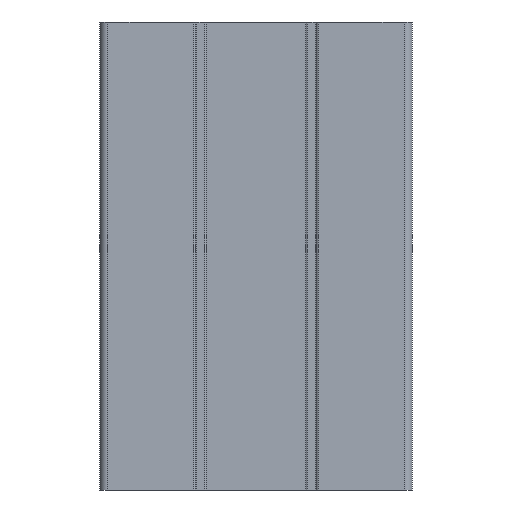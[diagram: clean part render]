
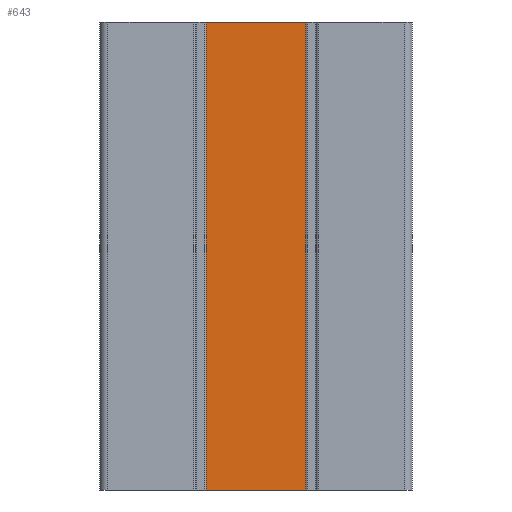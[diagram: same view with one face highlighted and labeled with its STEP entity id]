
A CAD part, left-side view. The second image highlights one B-rep face of the part: STEP entity #643.
In plain terms, the highlighted planar face has unit normal (-1, 0, 0).
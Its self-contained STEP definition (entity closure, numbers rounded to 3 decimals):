
#121 = CARTESIAN_POINT ( 'NONE',  ( -4.5, 0., 30. ) ) ;
#455 = ORIENTED_EDGE ( 'NONE', *, *, #1046, .F. ) ;
#503 = AXIS2_PLACEMENT_3D ( 'NONE', #2406, #1263, #3579 ) ;
#602 = VERTEX_POINT ( 'NONE', #3275 ) ;
#618 = VERTEX_POINT ( 'NONE', #1799 ) ;
#643 = ADVANCED_FACE ( 'NONE', ( #1491 ), #1210, .F. ) ;
#682 = LINE ( 'NONE', #3607, #897 ) ;
#694 = ORIENTED_EDGE ( 'NONE', *, *, #3279, .F. ) ;
#897 = VECTOR ( 'NONE', #2165, 1000. ) ;
#961 = LINE ( 'NONE', #1187, #2516 ) ;
#985 = LINE ( 'NONE', #1042, #1016 ) ;
#989 = EDGE_LOOP ( 'NONE', ( #2991, #455, #694, #2815 ) ) ;
#1016 = VECTOR ( 'NONE', #3316, 1000. ) ;
#1042 = CARTESIAN_POINT ( 'NONE',  ( -4.5, 3.303, 30. ) ) ;
#1046 = EDGE_CURVE ( 'NONE', #618, #3326, #961, .T. ) ;
#1089 = CARTESIAN_POINT ( 'NONE',  ( -4.5, 3.303, 30. ) ) ;
#1187 = CARTESIAN_POINT ( 'NONE',  ( -4.5, -3.303, 30. ) ) ;
#1210 = PLANE ( 'NONE',  #503 ) ;
#1263 = DIRECTION ( 'NONE',  ( 1., 0., 0. ) ) ;
#1491 = FACE_OUTER_BOUND ( 'NONE', #989, .T. ) ;
#1799 = CARTESIAN_POINT ( 'NONE',  ( -4.5, -3.303, 30. ) ) ;
#1990 = VECTOR ( 'NONE', #3603, 1000. ) ;
#2165 = DIRECTION ( 'NONE',  ( 0., -1., 0. ) ) ;
#2406 = CARTESIAN_POINT ( 'NONE',  ( -4.5, 0., 30. ) ) ;
#2516 = VECTOR ( 'NONE', #3269, 1000. ) ;
#2551 = VERTEX_POINT ( 'NONE', #1089 ) ;
#2741 = LINE ( 'NONE', #121, #1990 ) ;
#2811 = EDGE_CURVE ( 'NONE', #602, #3326, #682, .T. ) ;
#2815 = ORIENTED_EDGE ( 'NONE', *, *, #3236, .T. ) ;
#2819 = CARTESIAN_POINT ( 'NONE',  ( -4.5, -3.303, 0. ) ) ;
#2991 = ORIENTED_EDGE ( 'NONE', *, *, #2811, .T. ) ;
#3236 = EDGE_CURVE ( 'NONE', #2551, #602, #985, .T. ) ;
#3269 = DIRECTION ( 'NONE',  ( 0., 0., -1. ) ) ;
#3275 = CARTESIAN_POINT ( 'NONE',  ( -4.5, 3.303, 0. ) ) ;
#3279 = EDGE_CURVE ( 'NONE', #2551, #618, #2741, .T. ) ;
#3316 = DIRECTION ( 'NONE',  ( 0., 0., -1. ) ) ;
#3326 = VERTEX_POINT ( 'NONE', #2819 ) ;
#3579 = DIRECTION ( 'NONE',  ( 0., 1., 0. ) ) ;
#3603 = DIRECTION ( 'NONE',  ( 0., -1., 0. ) ) ;
#3607 = CARTESIAN_POINT ( 'NONE',  ( -4.5, 0., 0. ) ) ;
